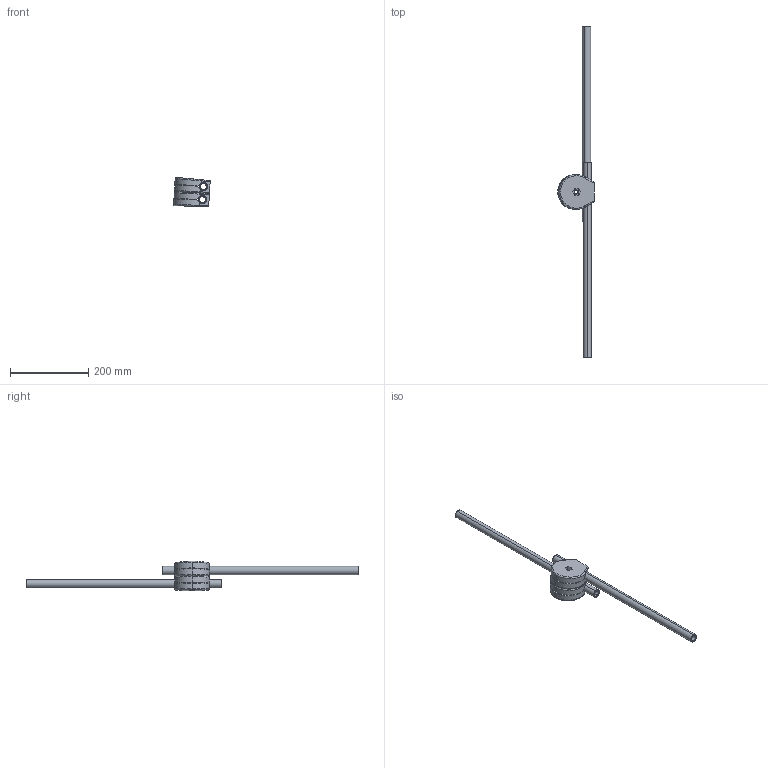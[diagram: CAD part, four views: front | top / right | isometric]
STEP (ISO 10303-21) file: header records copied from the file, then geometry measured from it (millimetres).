
FILE_DESCRIPTION (( 'STEP AP214' ), '1' );
FILE_NAME ('clamshell3.STEP', '2021-11-23T04:17:18', ( '' ), ( '' ), 'SwSTEP 2.0', 'SolidWorks 2021', '' );
FILE_SCHEMA (( 'AUTOMOTIVE_DESIGN' ));
Length unit declared in the file: metre
Products named in the file (4): pvc; clamshell3; shell_right; shell_left
Assembly tree (4 placements, depth 2):
  clamshell3
    pvc  x2
    shell_left
    shell_right
Bounding box: 93.63 x 850 x 74.61 mm (x, y, z)
Volume: 538628.6 mm3; surface area: 188985 mm2
Topology: 4 solids, 4 shells, 69 faces, 170 edges, 110 vertices
Faces by surface type: cylinder 34, plane 29, bspline 6
Entity records: 2464 total; most frequent: CARTESIAN_POINT 912, ORIENTED_EDGE 316, DIRECTION 270, EDGE_CURVE 158, VERTEX_POINT 102, AXIS2_PLACEMENT_3D 98, LINE 74, VECTOR 74
